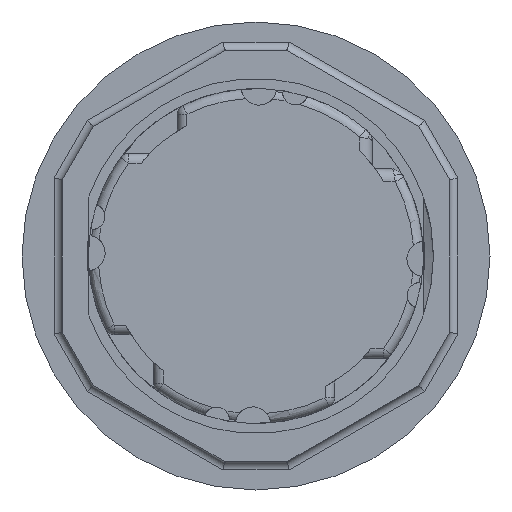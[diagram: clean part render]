
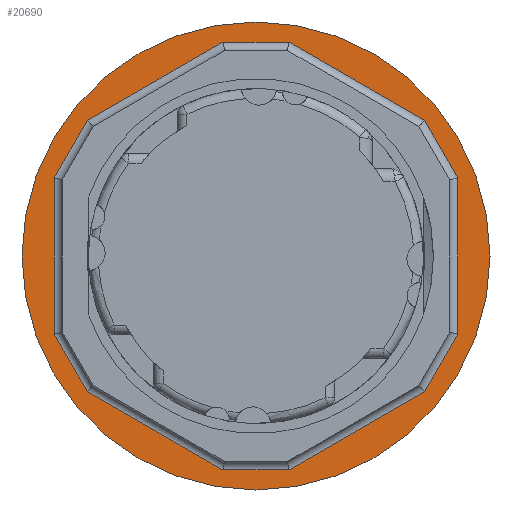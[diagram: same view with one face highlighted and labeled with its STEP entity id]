
A CAD part, front view. The second image highlights one B-rep face of the part: STEP entity #20690.
In plain terms, the highlighted planar face has unit normal (0, -1, 0).
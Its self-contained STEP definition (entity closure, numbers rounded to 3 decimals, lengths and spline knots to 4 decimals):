
#894=PLANE('',#22055);
#1078=FACE_BOUND('',#3322,.T.);
#2100=FACE_OUTER_BOUND('',#3321,.T.);
#3321=EDGE_LOOP('',(#19072));
#3322=EDGE_LOOP('',(#19073,#19074,#19075,#19076,#19077,#19078,#19079,#19080,
#19081,#19082,#19083,#19084));
#5527=LINE('',#46428,#7641);
#5528=LINE('',#46430,#7642);
#5529=LINE('',#46432,#7643);
#5530=LINE('',#46434,#7644);
#5531=LINE('',#46436,#7645);
#5532=LINE('',#46438,#7646);
#5533=LINE('',#46440,#7647);
#5534=LINE('',#46442,#7648);
#5535=LINE('',#46444,#7649);
#5536=LINE('',#46446,#7650);
#5537=LINE('',#46448,#7651);
#5538=LINE('',#46449,#7652);
#7641=VECTOR('',#26784,0.9699);
#7642=VECTOR('',#26785,0.4101);
#7643=VECTOR('',#26786,0.9699);
#7644=VECTOR('',#26787,0.4101);
#7645=VECTOR('',#26788,0.9699);
#7646=VECTOR('',#26789,0.4101);
#7647=VECTOR('',#26790,0.9699);
#7648=VECTOR('',#26791,0.4101);
#7649=VECTOR('',#26792,0.9699);
#7650=VECTOR('',#26793,0.4101);
#7651=VECTOR('',#26794,0.9699);
#7652=VECTOR('',#26795,0.4101);
#8042=CIRCLE('',#22035,1.45);
#10437=VERTEX_POINT('',#46341);
#10458=VERTEX_POINT('',#46426);
#10459=VERTEX_POINT('',#46427);
#10460=VERTEX_POINT('',#46429);
#10461=VERTEX_POINT('',#46431);
#10462=VERTEX_POINT('',#46433);
#10463=VERTEX_POINT('',#46435);
#10464=VERTEX_POINT('',#46437);
#10465=VERTEX_POINT('',#46439);
#10466=VERTEX_POINT('',#46441);
#10467=VERTEX_POINT('',#46443);
#10468=VERTEX_POINT('',#46445);
#10469=VERTEX_POINT('',#46447);
#13362=EDGE_CURVE('',#10437,#10437,#8042,.T.);
#13391=EDGE_CURVE('',#10458,#10459,#5527,.T.);
#13392=EDGE_CURVE('',#10460,#10458,#5528,.T.);
#13393=EDGE_CURVE('',#10461,#10460,#5529,.T.);
#13394=EDGE_CURVE('',#10462,#10461,#5530,.T.);
#13395=EDGE_CURVE('',#10463,#10462,#5531,.T.);
#13396=EDGE_CURVE('',#10464,#10463,#5532,.T.);
#13397=EDGE_CURVE('',#10465,#10464,#5533,.T.);
#13398=EDGE_CURVE('',#10466,#10465,#5534,.T.);
#13399=EDGE_CURVE('',#10467,#10466,#5535,.T.);
#13400=EDGE_CURVE('',#10468,#10467,#5536,.T.);
#13401=EDGE_CURVE('',#10469,#10468,#5537,.T.);
#13402=EDGE_CURVE('',#10459,#10469,#5538,.T.);
#19072=ORIENTED_EDGE('',*,*,#13362,.T.);
#19073=ORIENTED_EDGE('',*,*,#13391,.F.);
#19074=ORIENTED_EDGE('',*,*,#13392,.F.);
#19075=ORIENTED_EDGE('',*,*,#13393,.F.);
#19076=ORIENTED_EDGE('',*,*,#13394,.F.);
#19077=ORIENTED_EDGE('',*,*,#13395,.F.);
#19078=ORIENTED_EDGE('',*,*,#13396,.F.);
#19079=ORIENTED_EDGE('',*,*,#13397,.F.);
#19080=ORIENTED_EDGE('',*,*,#13398,.F.);
#19081=ORIENTED_EDGE('',*,*,#13399,.F.);
#19082=ORIENTED_EDGE('',*,*,#13400,.F.);
#19083=ORIENTED_EDGE('',*,*,#13401,.F.);
#19084=ORIENTED_EDGE('',*,*,#13402,.F.);
#20690=ADVANCED_FACE('',(#2100,#1078),#894,.T.);
#22035=AXIS2_PLACEMENT_3D('',#46342,#26723,#26724);
#22055=AXIS2_PLACEMENT_3D('',#46425,#26782,#26783);
#26723=DIRECTION('center_axis',(0.,-1.,0.));
#26724=DIRECTION('ref_axis',(1.,0.,0.));
#26782=DIRECTION('center_axis',(0.,-1.,0.));
#26783=DIRECTION('ref_axis',(0.,0.,-1.));
#26784=DIRECTION('',(0.,0.,1.));
#26785=DIRECTION('',(0.5,0.,0.866));
#26786=DIRECTION('',(0.866,0.,0.5));
#26787=DIRECTION('',(1.,0.,0.));
#26788=DIRECTION('',(0.866,0.,-0.5));
#26789=DIRECTION('',(0.5,0.,-0.866));
#26790=DIRECTION('',(0.,0.,-1.));
#26791=DIRECTION('',(-0.5,0.,-0.866));
#26792=DIRECTION('',(-0.866,0.,-0.5));
#26793=DIRECTION('',(-1.,0.,0.));
#26794=DIRECTION('',(-0.866,0.,0.5));
#26795=DIRECTION('',(-0.5,0.,0.866));
#46341=CARTESIAN_POINT('',(1.45,0.675,0.));
#46342=CARTESIAN_POINT('Origin',(0.,0.675,
0.));
#46425=CARTESIAN_POINT('Origin',(0.725,0.675,0.));
#46426=CARTESIAN_POINT('',(1.25,0.675,-0.4849));
#46427=CARTESIAN_POINT('',(1.25,0.675,0.4849));
#46428=CARTESIAN_POINT('',(1.25,0.675,0.2358));
#46429=CARTESIAN_POINT('',(1.045,0.675,-0.8401));
#46430=CARTESIAN_POINT('',(1.286,0.675,-0.4226));
#46431=CARTESIAN_POINT('',(0.205,0.675,-1.325));
#46432=CARTESIAN_POINT('',(1.1011,0.675,-0.8077));
#46433=CARTESIAN_POINT('',(-0.205,0.675,-1.325));
#46434=CARTESIAN_POINT('',(0.4583,0.675,-1.325));
#46435=CARTESIAN_POINT('',(-1.045,0.675,-0.8401));
#46436=CARTESIAN_POINT('',(-0.1489,0.675,-1.3574));
#46437=CARTESIAN_POINT('',(-1.25,0.675,-0.4849));
#46438=CARTESIAN_POINT('',(-1.0089,0.675,-0.9024));
#46439=CARTESIAN_POINT('',(-1.25,0.675,0.4849));
#46440=CARTESIAN_POINT('',(-1.25,0.675,-0.2358));
#46441=CARTESIAN_POINT('',(-1.045,0.675,0.8401));
#46442=CARTESIAN_POINT('',(-1.1048,0.675,0.7365));
#46443=CARTESIAN_POINT('',(-0.205,0.675,1.325));
#46444=CARTESIAN_POINT('',(-0.5573,0.675,1.1216));
#46445=CARTESIAN_POINT('',(0.205,0.675,1.325));
#46446=CARTESIAN_POINT('',(0.2667,0.675,1.325));
#46447=CARTESIAN_POINT('',(1.045,0.675,0.8401));
#46448=CARTESIAN_POINT('',(0.6927,0.675,1.0434));
#46449=CARTESIAN_POINT('',(1.1902,0.675,0.5885));
